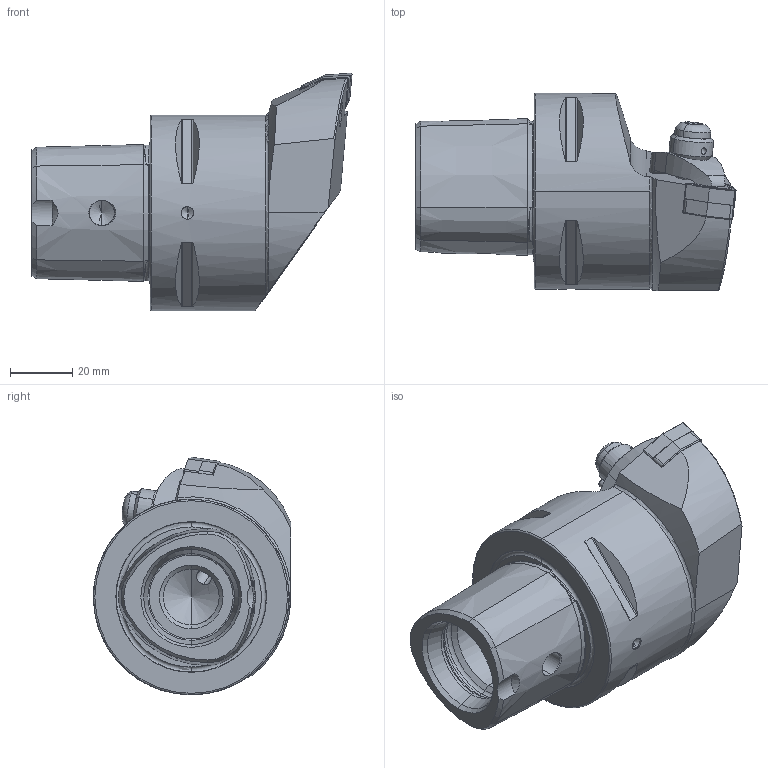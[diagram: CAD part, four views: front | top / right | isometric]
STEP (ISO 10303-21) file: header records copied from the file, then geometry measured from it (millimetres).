
FILE_DESCRIPTION (( 'STEP AP203' ), '1' );
FILE_NAME ('PS6-KWE.LLA.065.STEP', '2013-06-24T14:04:01', ( 'baer' ), ( 'Hewlett-Packard Company' ), 'SwSTEP 2.0', 'SolidWorks 2012', '' );
FILE_SCHEMA (( 'CONFIG_CONTROL_DESIGN' ));
Length unit declared in the file: millimetre
Products named in the file (11): PS6-KWE.LLA.065; ISO 13337 - 3 x 12_PreviewCfg; KVT_MB_600_060; WCC-ER4.103.032_A; WCC-ER5.102.005_A; WCC-ER5.102.012_B; WCC-ER3.102.024_C; WNMG080404; WCC-ER2.001.010_A; WWE-ER2.101.004_A; PS6-KWE.LLA.065_A
Assembly tree (10 placements, depth 2):
  PS6-KWE.LLA.065
    PS6-KWE.LLA.065_A
    WWE-ER2.101.004_A
    WCC-ER2.001.010_A
    WNMG080404
    WCC-ER3.102.024_C
    WCC-ER5.102.012_B
    WCC-ER5.102.005_A
    WCC-ER4.103.032_A
    KVT_MB_600_060
    ISO 13337 - 3 x 12_PreviewCfg
Bounding box: 103 x 63.5 x 76.5 mm (x, y, z)
Volume: 176201.6 mm3; surface area: 33652.5 mm2
Topology: 11 solids, 11 shells, 443 faces, 1071 edges, 640 vertices
Faces by surface type: cylinder 132, cone 125, plane 107, torus 58, bspline 19, sphere 2
Entity records: 15461 total; most frequent: CARTESIAN_POINT 4293, DIRECTION 2115, ORIENTED_EDGE 2096, EDGE_CURVE 1048, AXIS2_PLACEMENT_3D 852, VERTEX_POINT 637, EDGE_LOOP 475, FACE_OUTER_BOUND 443
